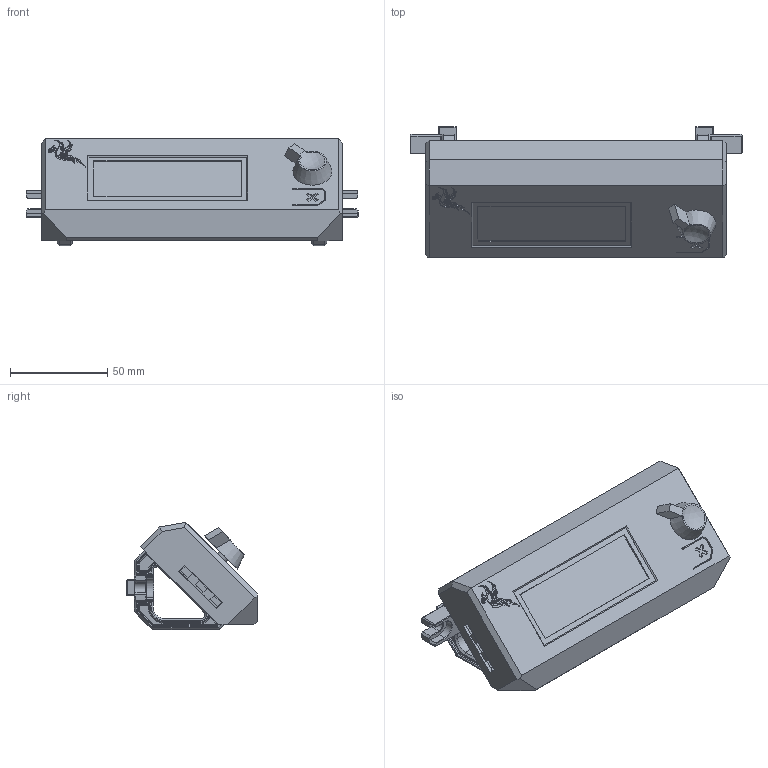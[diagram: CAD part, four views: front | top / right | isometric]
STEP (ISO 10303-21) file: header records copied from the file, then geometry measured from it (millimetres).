
FILE_DESCRIPTION(/* description */ (''),/* implementation_level */ '2;1');
FILE_NAME(/* name */ 'prusa_lcd_display.step',/* time_stamp */ '2020-10-08T19:02:24+07:00',/* author */ (''),/* organization */ (''),/* preprocessor_version */ 'ST-DEVELOPER v18.1',/* originating_system */ 'Autodesk Translation Framework v9.3.0.1241',/* authorisation */ '');
FILE_SCHEMA (('AUTOMOTIVE_DESIGN { 1 0 10303 214 3 1 1 }'));
Length unit declared in the file: millimetre
Products named in the file (6): Parrot_Prusa_LCD; LCD Cover Bracket Left; LCD Cover Bracket Right; LCD Knob; LCD Cover; LCD Display
Assembly tree (5 placements, depth 2):
  Parrot_Prusa_LCD
    LCD Cover Bracket Left
    LCD Cover Bracket Right
    LCD Knob
    LCD Cover
    LCD Display
Bounding box: 171 x 67.35 x 55.25 mm (x, y, z)
Volume: 136057.7 mm3; surface area: 69469.4 mm2
Topology: 7 solids, 7 shells, 862 faces, 2118 edges, 1296 vertices
Faces by surface type: plane 524, cylinder 173, cone 62, bspline 60, torus 38, sphere 5
Full cylindrical faces by diameter (mm): 2.7 x4, 3 x8, 3.2 x1, 6 x1, 7 x1, 11 x1, 12 x1
Entity records: 27359 total; most frequent: CARTESIAN_POINT 6890, ORIENTED_EDGE 4224, DIRECTION 4126, EDGE_CURVE 2112, LINE 1512, VECTOR 1512, AXIS2_PLACEMENT_3D 1307, VERTEX_POINT 1296
